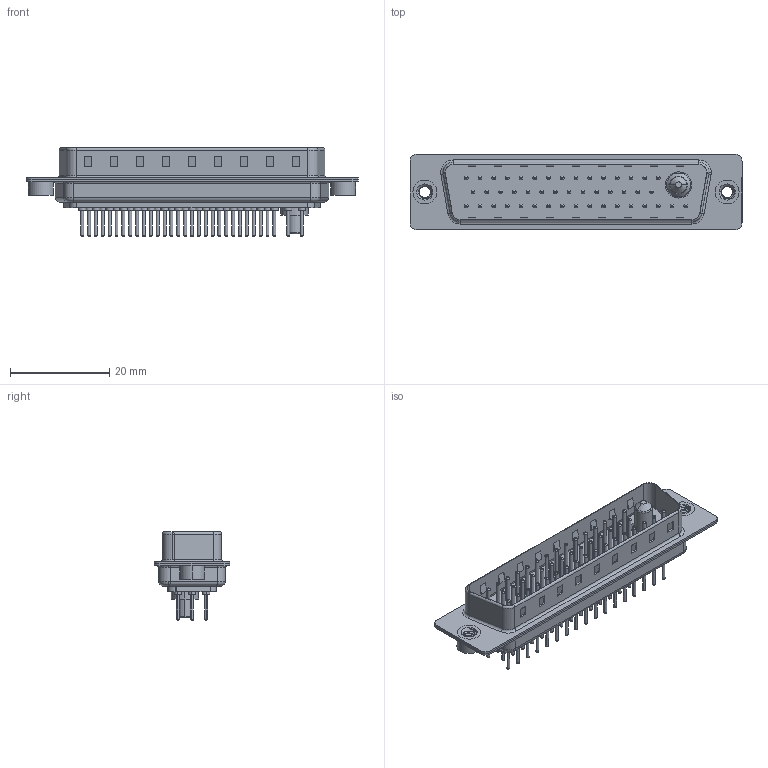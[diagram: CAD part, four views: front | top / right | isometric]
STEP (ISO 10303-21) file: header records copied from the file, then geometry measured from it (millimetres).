
FILE_DESCRIPTION (( 'STEP AP203' ), '1' );
FILE_NAME ('627-47W1624-2N2.STEP', '2019-06-20T17:01:21', ( '' ), ( '' ), 'SwSTEP 2.0', 'SolidWorks 2016', '' );
FILE_SCHEMA (( 'CONFIG_CONTROL_DESIGN' ));
Length unit declared in the file: millimetre
Products named in the file (9): 627Combo Contact Row 1_24; 627Combo Housing_47W1; Power Pin_20A S; 627Combo Threaded Rivet_2; 627-47W1624-2N2; 627Combo Contact Row 2_24; 627Combo Contact Row 3_24; 627Combo Shell Rear_50 Contacts; 627Combo Shell Front_50 Contacts
Assembly tree (52 placements, depth 2):
  627-47W1624-2N2
    627Combo Housing_47W1
    627Combo Shell Rear_50 Contacts
    627Combo Shell Front_50 Contacts
    627Combo Threaded Rivet_2  x2
    Power Pin_20A S
    627Combo Contact Row 1_24  x15
    627Combo Contact Row 2_24  x14
    627Combo Contact Row 3_24  x17
Bounding box: 67 x 15.3 x 17.9 mm (x, y, z)
Volume: 4595.3 mm3; surface area: 10775.4 mm2
Topology: 53 solids, 53 shells, 2154 faces, 4546 edges, 2742 vertices
Faces by surface type: cylinder 804, torus 788, plane 535, cone 19, bspline 8
Entity records: 29410 total; most frequent: CARTESIAN_POINT 5879, DIRECTION 4895, ORIENTED_EDGE 4110, EDGE_CURVE 2055, AXIS2_PLACEMENT_3D 1967, VERTEX_POINT 1314, EDGE_LOOP 1133, CIRCLE 1043
